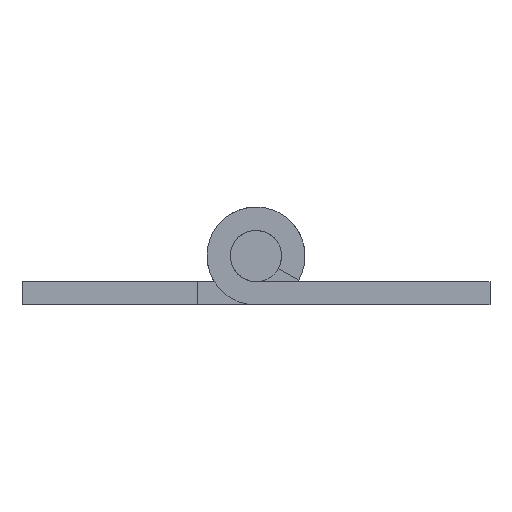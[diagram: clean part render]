
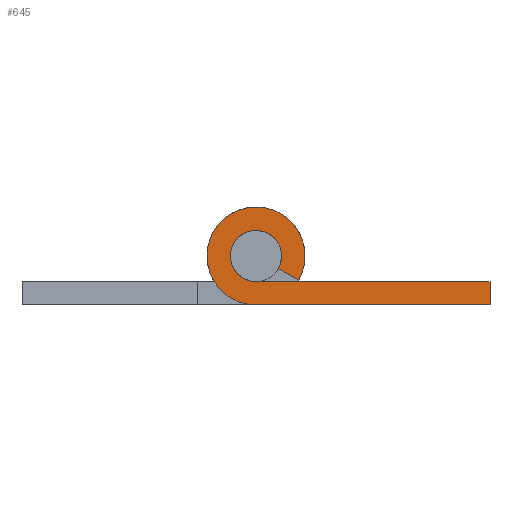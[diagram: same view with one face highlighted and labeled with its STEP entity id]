
A CAD part, front view. The second image highlights one B-rep face of the part: STEP entity #645.
In plain terms, the highlighted planar face has unit normal (0, -1, 0).
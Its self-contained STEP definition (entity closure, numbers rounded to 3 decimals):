
#106 = EDGE_CURVE ( 'NONE', #3091, #4094, #6617, .T. ) ;
#340 = CARTESIAN_POINT ( 'NONE',  ( 16., -18.8, -1.75 ) ) ;
#349 = CARTESIAN_POINT ( 'NONE',  ( 0., -18.8, 0. ) ) ;
#530 = DIRECTION ( 'NONE',  ( 0., 0., -1. ) ) ;
#566 = LINE ( 'NONE', #1879, #8332 ) ;
#597 = VECTOR ( 'NONE', #8649, 1000. ) ;
#645 = ADVANCED_FACE ( 'NONE', ( #4136 ), #5825, .T. ) ;
#998 = EDGE_CURVE ( 'NONE', #6933, #4189, #4261, .T. ) ;
#1042 = CARTESIAN_POINT ( 'NONE',  ( 2.915, -18.8, -1.65 ) ) ;
#1101 = DIRECTION ( 'NONE',  ( 0., 0., -1. ) ) ;
#1173 = CARTESIAN_POINT ( 'NONE',  ( 16., -18.8, -1.75 ) ) ;
#1310 = ORIENTED_EDGE ( 'NONE', *, *, #7011, .T. ) ;
#1364 = CARTESIAN_POINT ( 'NONE',  ( 0., -18.8, -3.35 ) ) ;
#1879 = CARTESIAN_POINT ( 'NONE',  ( 0., -18.8, -3.35 ) ) ;
#2261 = VECTOR ( 'NONE', #7764, 1000. ) ;
#2412 = CARTESIAN_POINT ( 'NONE',  ( 0., -18.8, 0. ) ) ;
#2523 = ORIENTED_EDGE ( 'NONE', *, *, #6322, .T. ) ;
#2907 = DIRECTION ( 'NONE',  ( 0., -1., 0. ) ) ;
#3091 = VERTEX_POINT ( 'NONE', #5456 ) ;
#3159 = DIRECTION ( 'NONE',  ( 0., 0., -1. ) ) ;
#3250 = AXIS2_PLACEMENT_3D ( 'NONE', #349, #5639, #1101 ) ;
#3270 = CARTESIAN_POINT ( 'NONE',  ( 16., -18.8, -3.35 ) ) ;
#3546 = EDGE_LOOP ( 'NONE', ( #8301, #7083, #9524, #4799, #2523, #1310 ) ) ;
#3670 = CIRCLE ( 'NONE', #7961, 3.35 ) ;
#3679 = CARTESIAN_POINT ( 'NONE',  ( 0., -18.8, -1.75 ) ) ;
#3784 = VECTOR ( 'NONE', #4105, 1000. ) ;
#3927 = EDGE_CURVE ( 'NONE', #5950, #3091, #9175, .T. ) ;
#4094 = VERTEX_POINT ( 'NONE', #1042 ) ;
#4105 = DIRECTION ( 'NONE',  ( -1., 0., 0. ) ) ;
#4136 = FACE_OUTER_BOUND ( 'NONE', #3546, .T. ) ;
#4189 = VERTEX_POINT ( 'NONE', #1173 ) ;
#4261 = LINE ( 'NONE', #3270, #2261 ) ;
#4799 = ORIENTED_EDGE ( 'NONE', *, *, #106, .T. ) ;
#5043 = CARTESIAN_POINT ( 'NONE',  ( 0., -18.8, 0. ) ) ;
#5456 = CARTESIAN_POINT ( 'NONE',  ( 1.523, -18.8, -0.862 ) ) ;
#5506 = AXIS2_PLACEMENT_3D ( 'NONE', #5043, #2907, #530 ) ;
#5612 = CARTESIAN_POINT ( 'NONE',  ( 1.523, -18.8, -0.862 ) ) ;
#5639 = DIRECTION ( 'NONE',  ( 0., 1., 0. ) ) ;
#5693 = DIRECTION ( 'NONE',  ( 1., 0., 0. ) ) ;
#5825 = PLANE ( 'NONE',  #5506 ) ;
#5950 = VERTEX_POINT ( 'NONE', #3679 ) ;
#6322 = EDGE_CURVE ( 'NONE', #4094, #9080, #3670, .T. ) ;
#6491 = EDGE_CURVE ( 'NONE', #4189, #5950, #7993, .T. ) ;
#6617 = LINE ( 'NONE', #5612, #597 ) ;
#6933 = VERTEX_POINT ( 'NONE', #9174 ) ;
#7011 = EDGE_CURVE ( 'NONE', #9080, #6933, #566, .T. ) ;
#7083 = ORIENTED_EDGE ( 'NONE', *, *, #6491, .T. ) ;
#7650 = DIRECTION ( 'NONE',  ( 0., -1., 0. ) ) ;
#7764 = DIRECTION ( 'NONE',  ( 0., 0., 1. ) ) ;
#7961 = AXIS2_PLACEMENT_3D ( 'NONE', #2412, #7650, #3159 ) ;
#7993 = LINE ( 'NONE', #340, #3784 ) ;
#8301 = ORIENTED_EDGE ( 'NONE', *, *, #998, .T. ) ;
#8332 = VECTOR ( 'NONE', #5693, 1000. ) ;
#8649 = DIRECTION ( 'NONE',  ( 0.87, 0., -0.493 ) ) ;
#9080 = VERTEX_POINT ( 'NONE', #1364 ) ;
#9174 = CARTESIAN_POINT ( 'NONE',  ( 16., -18.8, -3.35 ) ) ;
#9175 = CIRCLE ( 'NONE', #3250, 1.75 ) ;
#9524 = ORIENTED_EDGE ( 'NONE', *, *, #3927, .T. ) ;
